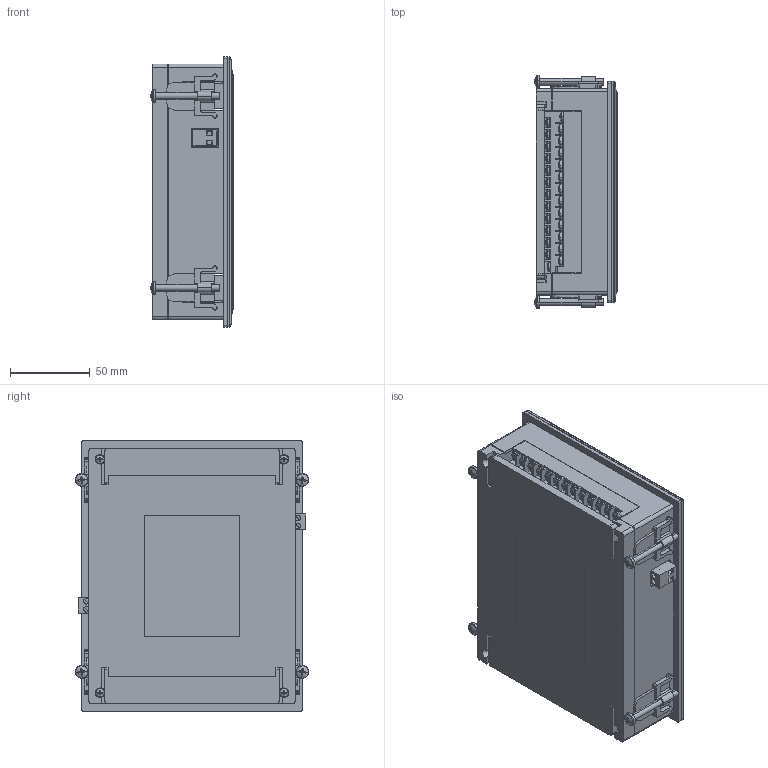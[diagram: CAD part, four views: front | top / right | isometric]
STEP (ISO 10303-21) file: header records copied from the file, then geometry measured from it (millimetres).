
FILE_DESCRIPTION (( 'STEP AP214' ), '1' );
FILE_NAME ('3D ìîäåëü ÒÐÌ32-Ù7.ÒÑ.Õ.STEP', '2017-07-08T15:49:50', ( '' ), ( '' ), 'SwSTEP 2.0', 'SolidWorks 2013', '' );
FILE_SCHEMA (( 'AUTOMOTIVE_DESIGN' ));
Length unit declared in the file: millimetre
Products named in the file (15): Êëåììíèê 2çåë-îòâ; pan head cross recess screw_iso_ISO 7045 - M3 x 20 - Z --- 20N; Øàéáà êâàäðàòíàÿ Ì3; Êðûøêà ïðîçðà÷íàÿ; pan cross head_am_B18.6.7M - M4 x 0.7 x 40 Type I Cross Recessed PHMS --40N; pan head cross recess screw_iso_ISO 7045 - M3 x 10 - Z --- 10N; Ñáîðêà êëåììíàÿ êîëîäêà; Êîðïóñ ÒÐÌ136-Ù7 çàä; 婰膲僗闉_v.11; 3D ìîäåëü ÒÐÌ32-Ù7.ÒÑ.Õ; Êëåììíèê 2çåë; Êîðïóñ ÒÐÌ136-Ù7 ïåðåä; Êëåììíàÿ êîëîäêà; TRM32_ﾙ7; Óïëîòíèòåëü
Assembly tree (75 placements, depth 3):
  3D ìîäåëü ÒÐÌ32-Ù7.ÒÑ.Õ
    Êîðïóñ ÒÐÌ136-Ù7 ïåðåä
    Êîðïóñ ÒÐÌ136-Ù7 çàä
    pan cross head_am_B18.6.7M - M4 x 0.7 x 40 Type I Cross Recessed PHMS --40N  x4
    TRM32_ﾙ7
    Óïëîòíèòåëü
    Ñáîðêà êëåììíàÿ êîëîäêà  x2
      Êëåììíàÿ êîëîäêà
      Øàéáà êâàäðàòíàÿ Ì3
      pan head cross recess screw_iso_ISO 7045 - M3 x 10 - Z --- 10N
      pan head cross recess screw_iso_ISO 7045 - M3 x 20 - Z --- 20N
    婰膲僗闉_v.11  x4
    Êðûøêà ïðîçðà÷íàÿ  x2
    pan head cross recess screw_iso_ISO 7045 - M3 x 10 - Z --- 10N  x4
    Êëåììíèê 2çåë  x2
    Êëåììíèê 2çåë-îòâ  x2
Bounding box: 51.57 x 145.99 x 169 mm (x, y, z)
Volume: 292267.5 mm3; surface area: 248571.3 mm2
Topology: 124 solids, 124 shells, 6028 faces, 14868 edges, 9328 vertices
Faces by surface type: plane 3711, cylinder 946, cone 624, bspline 387, torus 236, sphere 124
Entity records: 90970 total; most frequent: CARTESIAN_POINT 18742, ORIENTED_EDGE 12638, DIRECTION 10409, EDGE_CURVE 6319, LINE 4871, VECTOR 4871, VERTEX_POINT 4166, AXIS2_PLACEMENT_3D 2769
